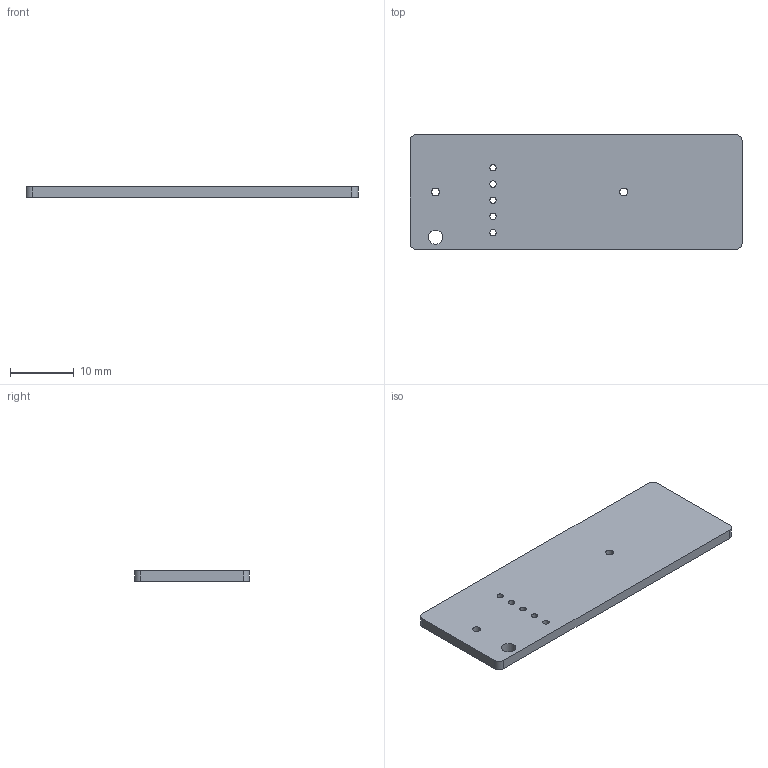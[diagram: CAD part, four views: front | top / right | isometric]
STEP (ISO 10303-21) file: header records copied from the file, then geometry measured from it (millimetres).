
FILE_DESCRIPTION(('KiCad electronic assembly'),'2;1');
FILE_NAME('LoRa-V3-Mini-PCB-3D.step','2024-10-09T12:59:49',('Pcbnew'),( 'Kicad'),'Open CASCADE STEP processor 7.6','KiCad to STEP converter' ,'Unknown');
FILE_SCHEMA(('AUTOMOTIVE_DESIGN { 1 0 10303 214 1 1 1 1 }'));
Length unit declared in the file: millimetre
Products named in the file (2): LoRa-V3-Mini-PCB-3D 1; LoRa-V3-Mini-PCB_PCB
Assembly tree (1 placements, depth 2):
  LoRa-V3-Mini-PCB-3D 1
    LoRa-V3-Mini-PCB_PCB
Bounding box: 52 x 18 x 1.6 mm (x, y, z)
Volume: 1479.7 mm3; surface area: 2119.8 mm2
Topology: 1 solids, 1 shells, 18 faces, 48 edges, 32 vertices
Faces by surface type: cylinder 12, plane 6
Full cylindrical faces by diameter (mm): 1 x5, 1.25 x2, 2.25 x1
Entity records: 645 total; most frequent: DIRECTION 112, CARTESIAN_POINT 100, ORIENTED_EDGE 96, EDGE_CURVE 48, AXIS2_PLACEMENT_3D 44, FACE_BOUND 34, EDGE_LOOP 34, VERTEX_POINT 32
